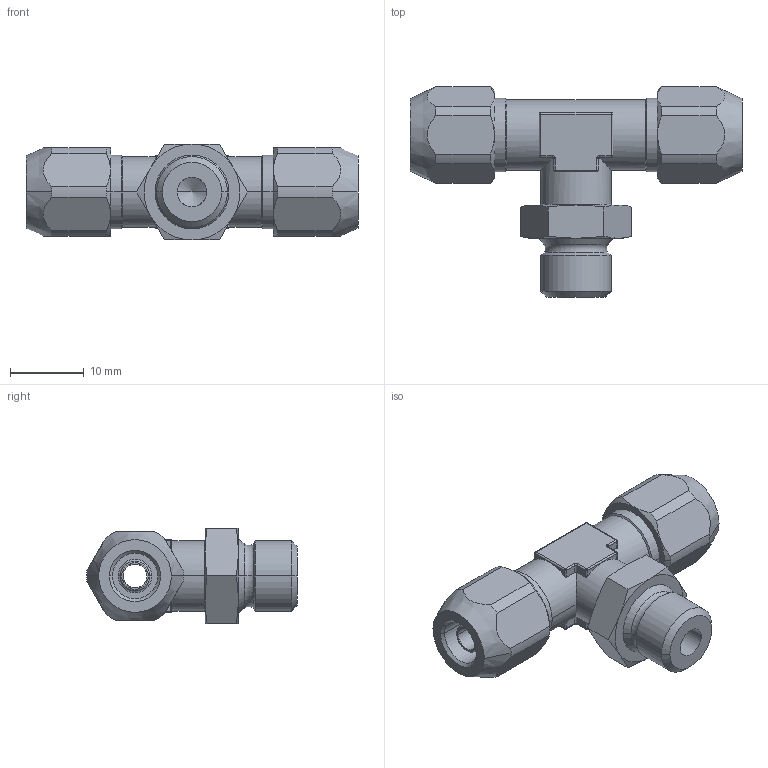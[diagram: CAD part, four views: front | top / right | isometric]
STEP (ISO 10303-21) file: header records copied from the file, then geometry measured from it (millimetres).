
FILE_DESCRIPTION((''),'2;1');
FILE_NAME('CX.17.06.18',(''),('sopra-pneumatic'),'PRO/ENGINEER BY PARAMETRIC TECHNOLOGY CORPORATION, 2011490','PRO/ENGINEER BY PARAMETRIC TECHNOLOGY CORPORATION, 2011490','');
FILE_SCHEMA(('CONFIG_CONTROL_DESIGN'));
Length unit declared in the file: millimetre
Products named in the file (1): 361514B_121X4-6-4-1-8F
Bounding box: 45 x 28.55 x 13 mm (x, y, z)
Volume: 5015.6 mm3; surface area: 3704.2 mm2
Topology: 1 solids, 1 shells, 179 faces, 419 edges, 247 vertices
Faces by surface type: cylinder 68, plane 47, cone 38, torus 14, sphere 12
Entity records: 5359 total; most frequent: CARTESIAN_POINT 1257, DIRECTION 883, ORIENTED_EDGE 834, EDGE_CURVE 417, AXIS2_PLACEMENT_3D 363, VERTEX_POINT 247, EDGE_LOOP 190, CIRCLE 184
